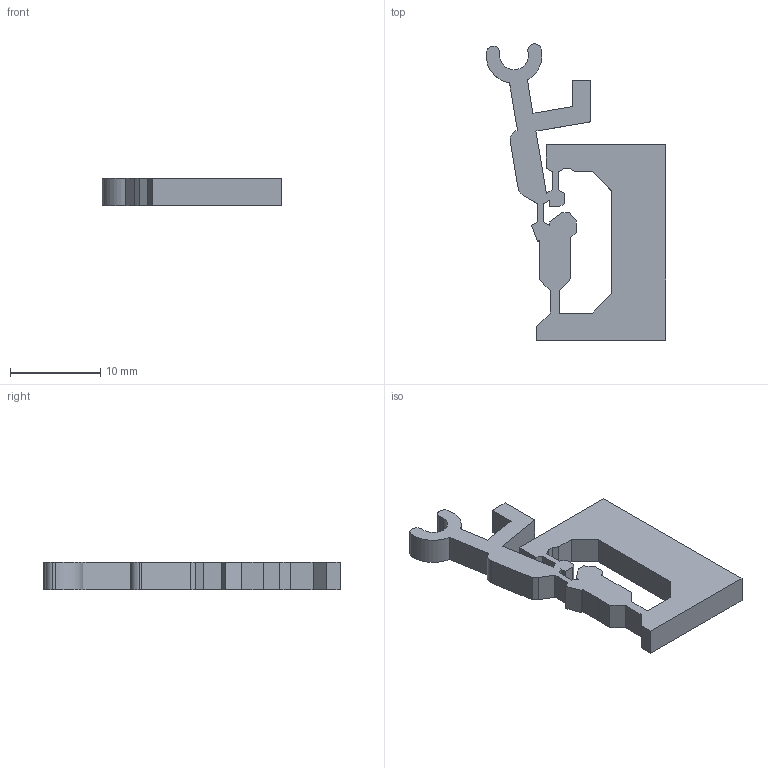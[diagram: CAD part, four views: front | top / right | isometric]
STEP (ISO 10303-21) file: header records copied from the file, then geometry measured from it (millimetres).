
FILE_DESCRIPTION (( 'STEP AP214' ), '1' );
FILE_NAME ('switch-flexures-separate_v2_one-piece-spring-link.STEP', '2025-10-15T18:38:36', ( '' ), ( '' ), 'SwSTEP 2.0', 'SolidWorks 2025', '' );
FILE_SCHEMA (( 'AUTOMOTIVE_DESIGN' ));
Length unit declared in the file: millimetre
Products named in the file (1): switch-flexures-separate_v2_one-piece-spring-link
Bounding box: 19.88 x 32.78 x 3 mm (x, y, z)
Volume: 844.5 mm3; surface area: 1124.7 mm2
Topology: 1 solids, 1 shells, 67 faces, 195 edges, 130 vertices
Faces by surface type: plane 56, cylinder 11
Entity records: 2218 total; most frequent: CARTESIAN_POINT 393, ORIENTED_EDGE 390, DIRECTION 353, EDGE_CURVE 195, VECTOR 173, LINE 173, VERTEX_POINT 130, AXIS2_PLACEMENT_3D 90
